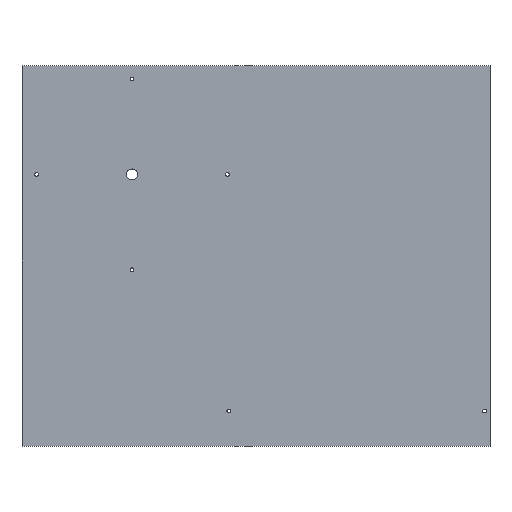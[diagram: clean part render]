
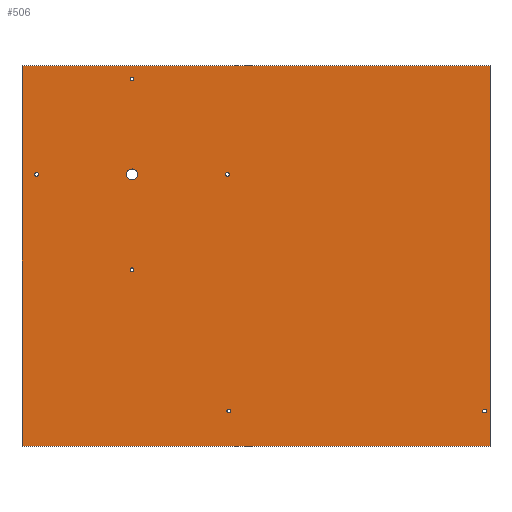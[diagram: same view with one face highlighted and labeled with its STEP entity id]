
A CAD part, top view. The second image highlights one B-rep face of the part: STEP entity #506.
In plain terms, the highlighted planar face has unit normal (0, 0, 1).
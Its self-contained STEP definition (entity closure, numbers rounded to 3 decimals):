
#22=FACE_BOUND('',#119,.T.);
#23=FACE_BOUND('',#120,.T.);
#24=FACE_BOUND('',#121,.T.);
#25=FACE_BOUND('',#122,.T.);
#26=FACE_BOUND('',#123,.T.);
#27=FACE_BOUND('',#124,.T.);
#28=FACE_BOUND('',#125,.T.);
#51=PLANE('',#576);
#81=FACE_OUTER_BOUND('',#118,.T.);
#118=EDGE_LOOP('',(#440,#441,#442,#443));
#119=EDGE_LOOP('',(#444));
#120=EDGE_LOOP('',(#445));
#121=EDGE_LOOP('',(#446));
#122=EDGE_LOOP('',(#447));
#123=EDGE_LOOP('',(#448));
#124=EDGE_LOOP('',(#449));
#125=EDGE_LOOP('',(#450));
#161=LINE('',#846,#198);
#164=LINE('',#852,#201);
#167=LINE('',#858,#204);
#170=LINE('',#862,#207);
#198=VECTOR('',#709,10.);
#201=VECTOR('',#714,10.);
#204=VECTOR('',#719,10.);
#207=VECTOR('',#724,10.);
#227=CIRCLE('',#559,1.75);
#228=CIRCLE('',#561,1.75);
#229=CIRCLE('',#563,1.75);
#230=CIRCLE('',#565,1.75);
#231=CIRCLE('',#567,1.75);
#232=CIRCLE('',#569,5.);
#233=CIRCLE('',#571,1.75);
#261=VERTEX_POINT('',#812);
#262=VERTEX_POINT('',#816);
#263=VERTEX_POINT('',#820);
#264=VERTEX_POINT('',#824);
#265=VERTEX_POINT('',#828);
#266=VERTEX_POINT('',#832);
#267=VERTEX_POINT('',#836);
#270=VERTEX_POINT('',#843);
#271=VERTEX_POINT('',#845);
#273=VERTEX_POINT('',#851);
#275=VERTEX_POINT('',#857);
#313=EDGE_CURVE('',#261,#261,#227,.T.);
#315=EDGE_CURVE('',#262,#262,#228,.T.);
#317=EDGE_CURVE('',#263,#263,#229,.T.);
#319=EDGE_CURVE('',#264,#264,#230,.T.);
#321=EDGE_CURVE('',#265,#265,#231,.T.);
#323=EDGE_CURVE('',#266,#266,#232,.T.);
#325=EDGE_CURVE('',#267,#267,#233,.T.);
#329=EDGE_CURVE('',#271,#270,#161,.T.);
#332=EDGE_CURVE('',#273,#271,#164,.T.);
#335=EDGE_CURVE('',#275,#273,#167,.T.);
#338=EDGE_CURVE('',#270,#275,#170,.T.);
#440=ORIENTED_EDGE('',*,*,#338,.T.);
#441=ORIENTED_EDGE('',*,*,#335,.T.);
#442=ORIENTED_EDGE('',*,*,#332,.T.);
#443=ORIENTED_EDGE('',*,*,#329,.T.);
#444=ORIENTED_EDGE('',*,*,#325,.T.);
#445=ORIENTED_EDGE('',*,*,#323,.T.);
#446=ORIENTED_EDGE('',*,*,#321,.T.);
#447=ORIENTED_EDGE('',*,*,#319,.T.);
#448=ORIENTED_EDGE('',*,*,#317,.T.);
#449=ORIENTED_EDGE('',*,*,#315,.T.);
#450=ORIENTED_EDGE('',*,*,#313,.T.);
#506=ADVANCED_FACE('',(#81,#22,#23,#24,#25,#26,#27,#28),#51,.T.);
#559=AXIS2_PLACEMENT_3D('',#813,#672,#673);
#561=AXIS2_PLACEMENT_3D('',#817,#677,#678);
#563=AXIS2_PLACEMENT_3D('',#821,#682,#683);
#565=AXIS2_PLACEMENT_3D('',#825,#687,#688);
#567=AXIS2_PLACEMENT_3D('',#829,#692,#693);
#569=AXIS2_PLACEMENT_3D('',#833,#697,#698);
#571=AXIS2_PLACEMENT_3D('',#837,#702,#703);
#576=AXIS2_PLACEMENT_3D('',#863,#725,#726);
#672=DIRECTION('center_axis',(0.,0.,-1.));
#673=DIRECTION('ref_axis',(1.,0.,0.));
#677=DIRECTION('center_axis',(0.,0.,-1.));
#678=DIRECTION('ref_axis',(1.,0.,0.));
#682=DIRECTION('center_axis',(0.,0.,-1.));
#683=DIRECTION('ref_axis',(1.,0.,0.));
#687=DIRECTION('center_axis',(0.,0.,-1.));
#688=DIRECTION('ref_axis',(1.,0.,0.));
#692=DIRECTION('center_axis',(0.,0.,-1.));
#693=DIRECTION('ref_axis',(1.,0.,0.));
#697=DIRECTION('center_axis',(0.,0.,-1.));
#698=DIRECTION('ref_axis',(1.,0.,0.));
#702=DIRECTION('center_axis',(0.,0.,-1.));
#703=DIRECTION('ref_axis',(1.,0.,0.));
#709=DIRECTION('',(0.,-1.,0.));
#714=DIRECTION('',(-1.,0.,0.));
#719=DIRECTION('',(0.,1.,0.));
#724=DIRECTION('',(1.,0.,0.));
#725=DIRECTION('center_axis',(0.,0.,1.));
#726=DIRECTION('ref_axis',(1.,0.,0.));
#812=CARTESIAN_POINT('',(87.179,-217.5,12.));
#813=CARTESIAN_POINT('Origin',(88.929,-217.5,12.));
#816=CARTESIAN_POINT('',(322.179,-217.5,12.));
#817=CARTESIAN_POINT('Origin',(323.929,-217.5,12.));
#820=CARTESIAN_POINT('',(-1.75,87.6,12.));
#821=CARTESIAN_POINT('Origin',(0.,87.6,12.));
#824=CARTESIAN_POINT('',(-89.35,0.,12.));
#825=CARTESIAN_POINT('Origin',(-87.6,0.,12.));
#828=CARTESIAN_POINT('',(85.85,0.,12.));
#829=CARTESIAN_POINT('Origin',(87.6,0.,12.));
#832=CARTESIAN_POINT('',(-5.,0.,12.));
#833=CARTESIAN_POINT('Origin',(0.,0.,12.));
#836=CARTESIAN_POINT('',(-1.75,-87.6,12.));
#837=CARTESIAN_POINT('Origin',(0.,-87.6,12.));
#843=CARTESIAN_POINT('',(-101.071,-250.,12.));
#845=CARTESIAN_POINT('',(-101.071,100.,12.));
#846=CARTESIAN_POINT('',(-101.071,-250.,12.));
#851=CARTESIAN_POINT('',(328.929,100.,12.));
#852=CARTESIAN_POINT('',(-101.071,100.,12.));
#857=CARTESIAN_POINT('',(328.929,-250.,12.));
#858=CARTESIAN_POINT('',(328.929,100.,12.));
#862=CARTESIAN_POINT('',(328.929,-250.,12.));
#863=CARTESIAN_POINT('Origin',(113.929,-75.,12.));
